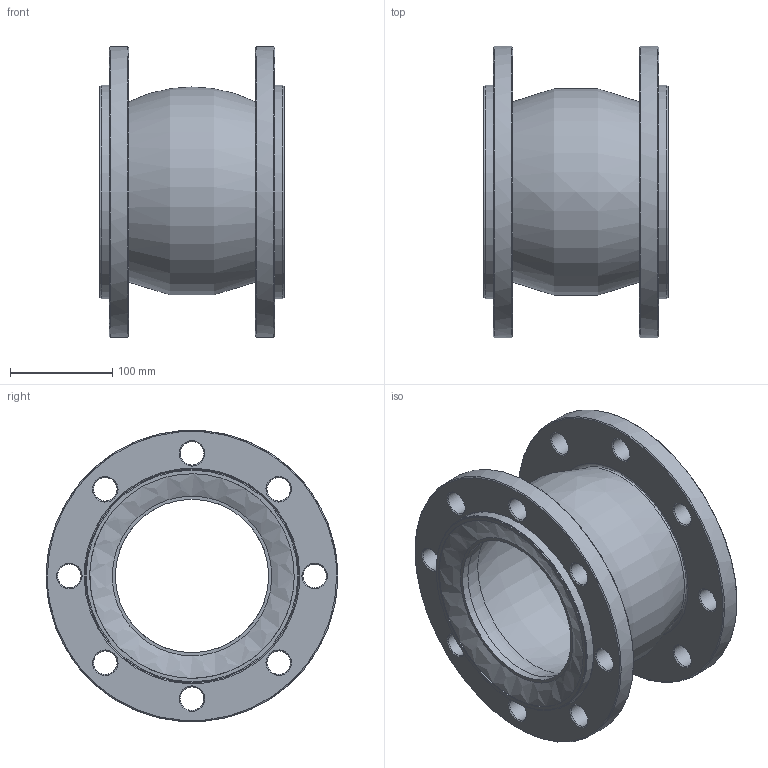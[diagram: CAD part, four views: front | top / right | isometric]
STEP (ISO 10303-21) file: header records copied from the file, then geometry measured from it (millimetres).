
FILE_DESCRIPTION(('HOOPS Exchange Step'),'2;1');
FILE_NAME('KP01_DN150.stp','2025-12-08T09:52:20+01:00',('nieru'),('Unknown organisation'),'HOOPS Exchange 2024.2','HOOPS Exchange','Unknown authorisation');
FILE_SCHEMA( ('AP203_CONFIGURATION_CONTROLLED_3D_DESIGN_OF_MECHANICAL_PARTS_AND_ASSEMBLIES_MIM_LF') );
Length unit declared in the file: millimetre
Products named in the file (3): 0; root
Assembly tree (2 placements, depth 3):
  root
    0
      0
Bounding box: 180 x 285 x 284.46 mm (x, y, z)
Volume: 2571689.8 mm3; surface area: 475538.5 mm2
Topology: 3 solids, 3 shells, 96 faces, 299 edges, 217 vertices
Faces by surface type: cone 38, cylinder 28, plane 14, bspline 10, torus 6
Full cylindrical faces by diameter (mm): 23 x16, 150 x2, 176.213 x4, 207 x2, 209 x2, 285 x2
Entity records: 38373 total; most frequent: CARTESIAN_POINT 35861, ORIENTED_EDGE 598, DIRECTION 340, EDGE_CURVE 299, VERTEX_POINT 217, B_SPLINE_CURVE_WITH_KNOTS 184, EDGE_LOOP 142, FACE_BOUND 142
